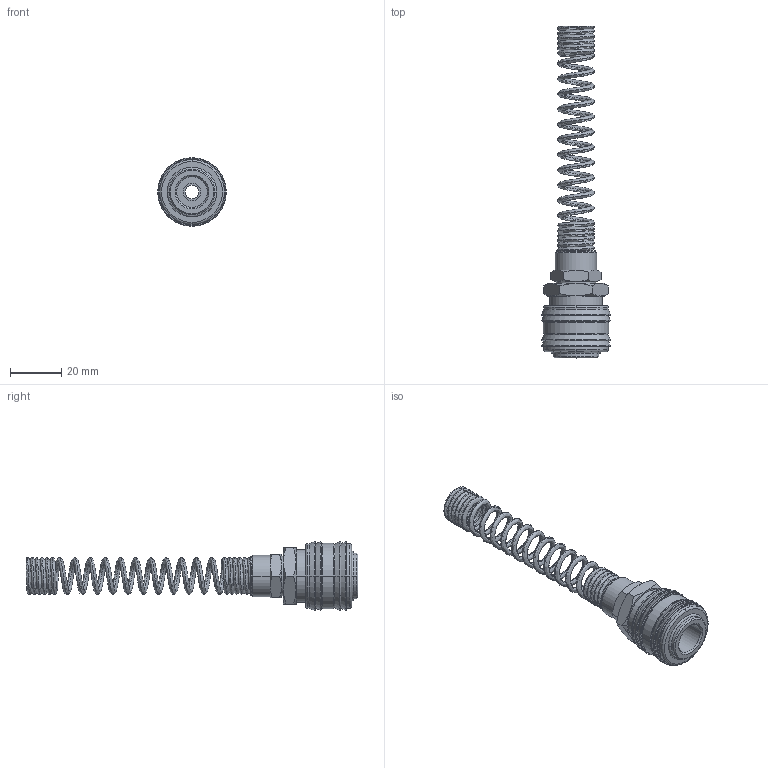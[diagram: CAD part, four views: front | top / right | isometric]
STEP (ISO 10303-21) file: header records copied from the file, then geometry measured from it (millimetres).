
FILE_DESCRIPTION(('STEP AP214'),'1');
FILE_NAME('esn_6510_tqfab.stp','2020-03-05T08:44:52',('TraceParts'),('TraceParts S.A.'),'Spatial InterOp 3D',' ',' ');
FILE_SCHEMA(('automotive_design'));
Length unit declared in the file: millimetre
Products named in the file (1): 1
Bounding box: 26.8 x 130 x 26.8 mm (x, y, z)
Volume: 15749.9 mm3; surface area: 11047.1 mm2
Topology: 1 solids, 1 shells, 129 faces, 286 edges, 175 vertices
Faces by surface type: cone 46, plane 31, cylinder 28, torus 22, bspline 2
Entity records: 36133 total; most frequent: CARTESIAN_POINT 32241, DIRECTION 657, ORIENTED_EDGE 572, AXIS2_PLACEMENT_3D 297, EDGE_CURVE 286, VERTEX_POINT 175, CIRCLE 169, EDGE_LOOP 147
